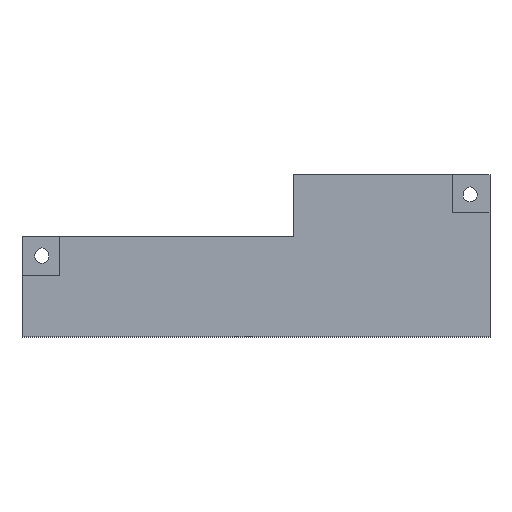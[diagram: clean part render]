
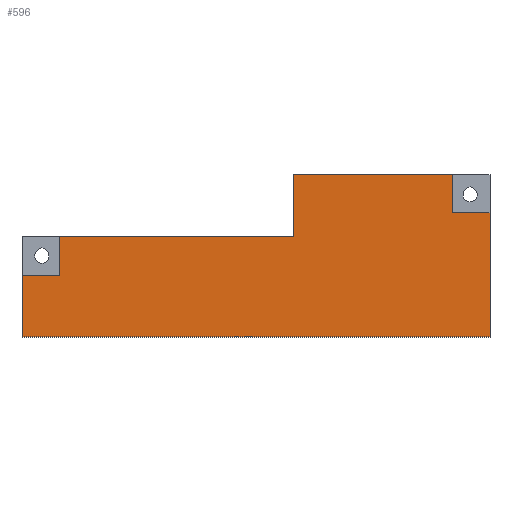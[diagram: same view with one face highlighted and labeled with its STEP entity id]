
A CAD part, top view. The second image highlights one B-rep face of the part: STEP entity #596.
In plain terms, the highlighted planar face has unit normal (0, 0, 1).
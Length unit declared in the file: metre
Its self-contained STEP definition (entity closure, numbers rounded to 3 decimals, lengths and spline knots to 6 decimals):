
#46=ORIENTED_EDGE('',*,*,#210,.F.);
#47=ORIENTED_EDGE('',*,*,#213,.T.);
#48=ORIENTED_EDGE('',*,*,#214,.T.);
#49=ORIENTED_EDGE('',*,*,#215,.T.);
#50=ORIENTED_EDGE('',*,*,#216,.T.);
#51=ORIENTED_EDGE('',*,*,#217,.F.);
#52=ORIENTED_EDGE('',*,*,#218,.F.);
#53=ORIENTED_EDGE('',*,*,#219,.F.);
#54=ORIENTED_EDGE('',*,*,#220,.F.);
#55=ORIENTED_EDGE('',*,*,#221,.F.);
#210=EDGE_CURVE('',#294,#295,#346,.T.);
#213=EDGE_CURVE('',#294,#296,#349,.T.);
#214=EDGE_CURVE('',#296,#297,#350,.T.);
#215=EDGE_CURVE('',#297,#298,#351,.T.);
#216=EDGE_CURVE('',#298,#299,#352,.T.);
#217=EDGE_CURVE('',#300,#299,#353,.T.);
#218=EDGE_CURVE('',#301,#300,#354,.T.);
#219=EDGE_CURVE('',#302,#301,#355,.T.);
#220=EDGE_CURVE('',#303,#302,#356,.T.);
#221=EDGE_CURVE('',#295,#303,#357,.T.);
#294=VERTEX_POINT('',#880);
#295=VERTEX_POINT('',#882);
#296=VERTEX_POINT('',#887);
#297=VERTEX_POINT('',#889);
#298=VERTEX_POINT('',#891);
#299=VERTEX_POINT('',#893);
#300=VERTEX_POINT('',#895);
#301=VERTEX_POINT('',#897);
#302=VERTEX_POINT('',#899);
#303=VERTEX_POINT('',#901);
#346=LINE('',#881,#426);
#349=LINE('',#886,#429);
#350=LINE('',#888,#430);
#351=LINE('',#890,#431);
#352=LINE('',#892,#432);
#353=LINE('',#894,#433);
#354=LINE('',#896,#434);
#355=LINE('',#898,#435);
#356=LINE('',#900,#436);
#357=LINE('',#902,#437);
#426=VECTOR('',#711,1.);
#429=VECTOR('',#716,1.);
#430=VECTOR('',#717,1.);
#431=VECTOR('',#718,1.);
#432=VECTOR('',#719,1.);
#433=VECTOR('',#720,1.);
#434=VECTOR('',#721,1.);
#435=VECTOR('',#722,1.);
#436=VECTOR('',#723,1.);
#437=VECTOR('',#724,1.);
#492=EDGE_LOOP('',(#46,#47,#48,#49,#50,#51,#52,#53,#54,#55));
#530=FACE_BOUND('',#492,.T.);
#564=PLANE('',#645);
#596=ADVANCED_FACE('',(#530),#564,.T.);
#645=AXIS2_PLACEMENT_3D('',#885,#714,#715);
#711=DIRECTION('',(1.,0.,0.));
#714=DIRECTION('',(0.,0.,1.));
#715=DIRECTION('',(1.,0.,0.));
#716=DIRECTION('',(0.,-1.,0.));
#717=DIRECTION('',(-1.,0.,0.));
#718=DIRECTION('',(0.,-1.,0.));
#719=DIRECTION('',(1.,0.,0.));
#720=DIRECTION('',(0.,-1.,0.));
#721=DIRECTION('',(1.,0.,0.));
#722=DIRECTION('',(0.,-1.,0.));
#723=DIRECTION('',(1.,0.,0.));
#724=DIRECTION('',(0.,1.,0.));
#880=CARTESIAN_POINT('',(-0.2295,0.113,0.024));
#881=CARTESIAN_POINT('',(-0.20225,0.113,0.024));
#882=CARTESIAN_POINT('',(-0.1645,0.113,0.024));
#885=CARTESIAN_POINT('',(-0.175,0.204999,0.024));
#886=CARTESIAN_POINT('',(-0.2295,0.1075,0.024));
#887=CARTESIAN_POINT('',(-0.2295,0.102,0.024));
#888=CARTESIAN_POINT('',(-0.24,0.102,0.024));
#889=CARTESIAN_POINT('',(-0.24,0.102,0.024));
#890=CARTESIAN_POINT('',(-0.24,0.1015,0.024));
#891=CARTESIAN_POINT('',(-0.24,0.085,0.024));
#892=CARTESIAN_POINT('',(-0.175,0.085,0.024));
#893=CARTESIAN_POINT('',(-0.11,0.085,0.024));
#894=CARTESIAN_POINT('',(-0.11,0.11,0.024));
#895=CARTESIAN_POINT('',(-0.11,0.1195,0.024));
#896=CARTESIAN_POINT('',(-0.11,0.1195,0.024));
#897=CARTESIAN_POINT('',(-0.1205,0.1195,0.024));
#898=CARTESIAN_POINT('',(-0.1205,0.13,0.024));
#899=CARTESIAN_POINT('',(-0.1205,0.13,0.024));
#900=CARTESIAN_POINT('',(-0.13725,0.13,0.024));
#901=CARTESIAN_POINT('',(-0.1645,0.13,0.024));
#902=CARTESIAN_POINT('',(-0.1645,0.1215,0.024));
